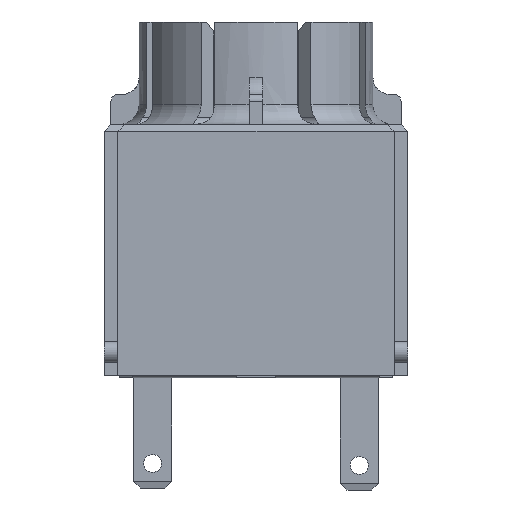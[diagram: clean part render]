
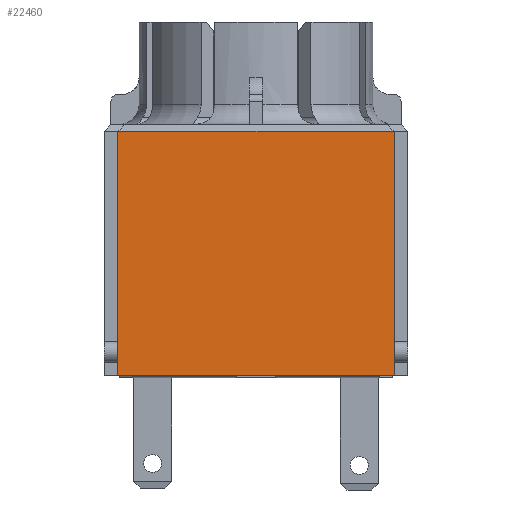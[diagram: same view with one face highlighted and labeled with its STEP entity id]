
A CAD part, front view. The second image highlights one B-rep face of the part: STEP entity #22460.
In plain terms, the highlighted planar face has unit normal (0, -1, 0).
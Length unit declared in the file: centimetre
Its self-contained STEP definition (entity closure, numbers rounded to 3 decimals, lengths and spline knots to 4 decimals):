
#251=FACE_OUTER_BOUND($,#2554,.T.);
#2554=EDGE_LOOP($,(#15209,#15210,#15211,#15212,#15213,#15214));
#3956=LINE($,#30552,#6896);
#3957=LINE($,#30554,#6897);
#3958=LINE($,#30556,#6898);
#3959=LINE($,#30558,#6899);
#3960=LINE($,#30560,#6900);
#3961=LINE($,#30561,#6901);
#6896=VECTOR($,#25023,2.02);
#6897=VECTOR($,#25024,0.169);
#6898=VECTOR($,#25025,1.611);
#6899=VECTOR($,#25026,2.02);
#6900=VECTOR($,#25027,1.611);
#6901=VECTOR($,#25028,0.169);
#9831=VERTEX_POINT($,#30550);
#9832=VERTEX_POINT($,#30551);
#9833=VERTEX_POINT($,#30553);
#9834=VERTEX_POINT($,#30555);
#9835=VERTEX_POINT($,#30557);
#9836=VERTEX_POINT($,#30559);
#11970=EDGE_CURVE($,#9831,#9832,#3956,.T.);
#11971=EDGE_CURVE($,#9832,#9833,#3957,.T.);
#11972=EDGE_CURVE($,#9833,#9834,#3958,.T.);
#11973=EDGE_CURVE($,#9835,#9834,#3959,.T.);
#11974=EDGE_CURVE($,#9836,#9835,#3960,.T.);
#11975=EDGE_CURVE($,#9831,#9836,#3961,.T.);
#15209=ORIENTED_EDGE($,*,*,#11970,.T.);
#15210=ORIENTED_EDGE($,*,*,#11971,.T.);
#15211=ORIENTED_EDGE($,*,*,#11972,.T.);
#15212=ORIENTED_EDGE($,*,*,#11973,.F.);
#15213=ORIENTED_EDGE($,*,*,#11974,.F.);
#15214=ORIENTED_EDGE($,*,*,#11975,.F.);
#21431=PLANE($,#23598);
#22460=ADVANCED_FACE($,(#251),#21431,.T.);
#23598=AXIS2_PLACEMENT_3D($,#30549,#25021,#25022);
#25021=DIRECTION('center_axis',(0.,-1.,0.));
#25022=DIRECTION('ref_axis',(0.,0.,-1.));
#25023=DIRECTION($,(1.,0.,0.));
#25024=DIRECTION($,(0.,0.,1.));
#25025=DIRECTION($,(0.,0.,1.));
#25026=DIRECTION($,(1.,0.,0.));
#25027=DIRECTION($,(0.,0.,1.));
#25028=DIRECTION($,(0.,0.,1.));
#30549=CARTESIAN_POINT('Origin',(2.7381,0.6231,0.02));
#30550=CARTESIAN_POINT('',(1.7281,0.6231,0.02));
#30551=CARTESIAN_POINT('',(3.7481,0.6231,0.02));
#30552=CARTESIAN_POINT($,(1.7281,0.6231,0.02));
#30553=CARTESIAN_POINT('',(3.7481,0.6231,0.189));
#30554=CARTESIAN_POINT($,(3.7481,0.6231,0.02));
#30555=CARTESIAN_POINT('',(3.7481,0.6231,1.8));
#30556=CARTESIAN_POINT($,(3.7481,0.6231,0.02));
#30557=CARTESIAN_POINT('',(1.7281,0.6231,1.8));
#30558=CARTESIAN_POINT($,(2.7381,0.6231,1.8));
#30559=CARTESIAN_POINT('',(1.7281,0.6231,0.189));
#30560=CARTESIAN_POINT($,(1.7281,0.6231,0.02));
#30561=CARTESIAN_POINT($,(1.7281,0.6231,0.02));
